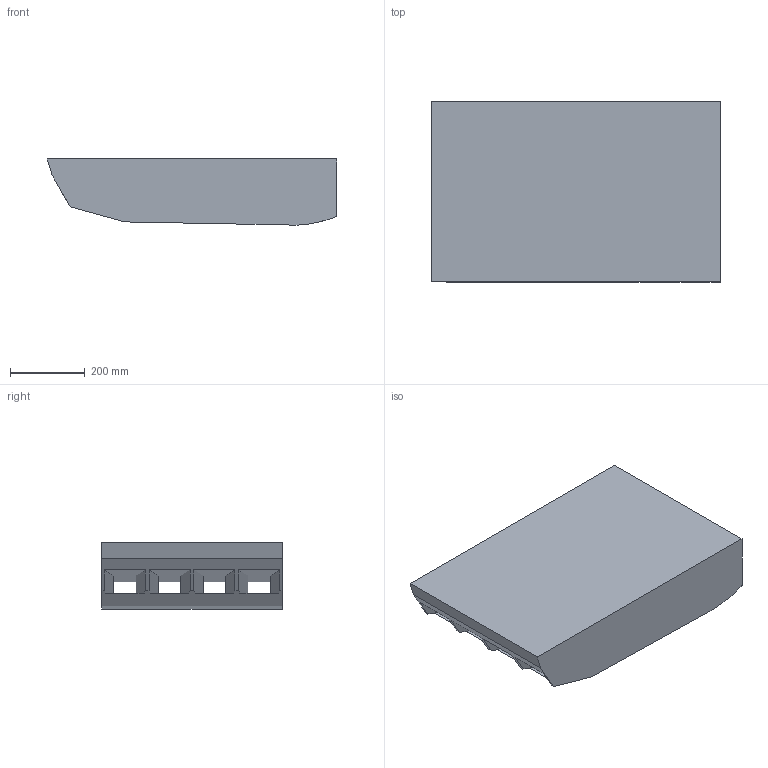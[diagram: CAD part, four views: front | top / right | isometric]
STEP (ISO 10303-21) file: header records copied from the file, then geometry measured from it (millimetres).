
FILE_DESCRIPTION(/* description */ (''),/* implementation_level */ '2;1');
FILE_NAME(/* name */ 'Downey-X-43A_scram_jet v2.step',/* time_stamp */ '2021-12-25T16:11:52-05:00',/* author */ (''),/* organization */ (''),/* preprocessor_version */ 'ST-DEVELOPER v18.1',/* originating_system */ 'Autodesk Translation Framework v10.10.0.1391',/* authorisation */ '');
FILE_SCHEMA (('AUTOMOTIVE_DESIGN { 1 0 10303 214 3 1 1 }'));
Length unit declared in the file: foot
Products named in the file (1): Downey-X-43A_scram_jet
Bounding box: 774.59 x 481.58 x 176.78 mm (x, y, z)
Volume: 51671224.5 mm3; surface area: 1655861.8 mm2
Topology: 1 solids, 1 shells, 54 faces, 156 edges, 96 vertices
Faces by surface type: plane 53, bspline 1
Entity records: 1857 total; most frequent: CARTESIAN_POINT 415, ORIENTED_EDGE 312, DIRECTION 261, EDGE_CURVE 156, LINE 153, VECTOR 153, VERTEX_POINT 96, FACE_OUTER_BOUND 54
